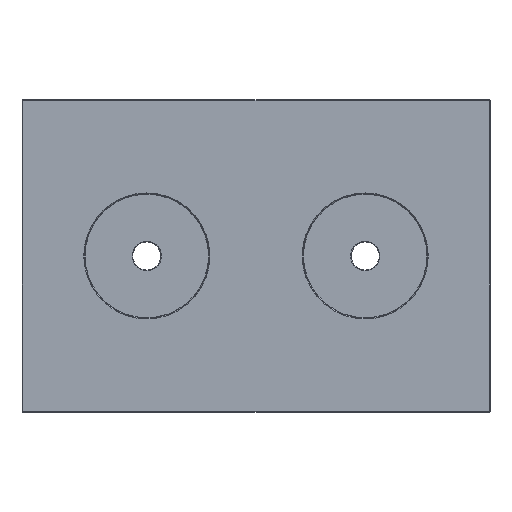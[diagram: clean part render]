
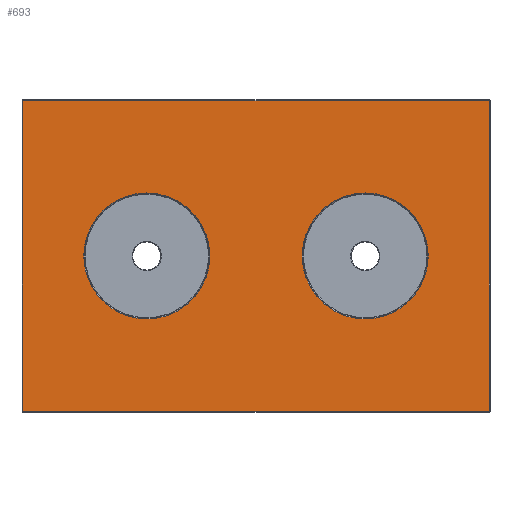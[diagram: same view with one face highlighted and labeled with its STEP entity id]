
A CAD part, top view. The second image highlights one B-rep face of the part: STEP entity #693.
In plain terms, the highlighted planar face has unit normal (0, 0, 1).
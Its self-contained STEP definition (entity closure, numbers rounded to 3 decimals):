
#27=FACE_BOUND('',#158,.T.);
#28=FACE_BOUND('',#159,.T.);
#57=PLANE('',#777);
#103=FACE_OUTER_BOUND('',#157,.T.);
#157=EDGE_LOOP('',(#619,#620,#621,#622));
#158=EDGE_LOOP('',(#623));
#159=EDGE_LOOP('',(#624));
#212=LINE('',#1144,#278);
#219=LINE('',#1157,#285);
#221=LINE('',#1160,#287);
#223=LINE('',#1163,#289);
#278=VECTOR('',#946,10.);
#285=VECTOR('',#959,10.);
#287=VECTOR('',#963,10.);
#289=VECTOR('',#967,10.);
#317=CIRCLE('',#778,20.2);
#318=CIRCLE('',#779,20.2);
#352=VERTEX_POINT('',#1107);
#357=VERTEX_POINT('',#1125);
#360=VERTEX_POINT('',#1135);
#363=VERTEX_POINT('',#1148);
#365=VERTEX_POINT('',#1173);
#366=VERTEX_POINT('',#1175);
#438=EDGE_CURVE('',#352,#360,#212,.T.);
#445=EDGE_CURVE('',#360,#363,#219,.T.);
#447=EDGE_CURVE('',#363,#357,#221,.T.);
#449=EDGE_CURVE('',#357,#352,#223,.T.);
#453=EDGE_CURVE('',#365,#365,#317,.T.);
#454=EDGE_CURVE('',#366,#366,#318,.T.);
#619=ORIENTED_EDGE('',*,*,#438,.F.);
#620=ORIENTED_EDGE('',*,*,#449,.F.);
#621=ORIENTED_EDGE('',*,*,#447,.F.);
#622=ORIENTED_EDGE('',*,*,#445,.F.);
#623=ORIENTED_EDGE('',*,*,#453,.F.);
#624=ORIENTED_EDGE('',*,*,#454,.F.);
#693=ADVANCED_FACE('',(#103,#27,#28),#57,.T.);
#777=AXIS2_PLACEMENT_3D('',#1172,#981,#982);
#778=AXIS2_PLACEMENT_3D('',#1174,#983,#984);
#779=AXIS2_PLACEMENT_3D('',#1176,#985,#986);
#946=DIRECTION('',(-1.,0.,0.));
#959=DIRECTION('',(0.,1.,0.));
#963=DIRECTION('',(1.,0.,0.));
#967=DIRECTION('',(0.,-1.,0.));
#981=DIRECTION('center_axis',(0.,0.,1.));
#982=DIRECTION('ref_axis',(1.,0.,0.));
#983=DIRECTION('center_axis',(0.,0.,1.));
#984=DIRECTION('ref_axis',(1.,0.,0.));
#985=DIRECTION('center_axis',(0.,0.,1.));
#986=DIRECTION('ref_axis',(1.,0.,0.));
#1107=CARTESIAN_POINT('',(149.8,0.2,25.));
#1125=CARTESIAN_POINT('',(149.8,99.8,25.));
#1135=CARTESIAN_POINT('',(0.2,0.2,25.));
#1144=CARTESIAN_POINT('',(37.5,0.2,25.));
#1148=CARTESIAN_POINT('',(0.2,99.8,25.));
#1157=CARTESIAN_POINT('',(0.2,75.,25.));
#1160=CARTESIAN_POINT('',(112.5,99.8,25.));
#1163=CARTESIAN_POINT('',(149.8,25.,25.));
#1172=CARTESIAN_POINT('Origin',(75.,50.,25.));
#1173=CARTESIAN_POINT('',(89.8,50.,25.));
#1174=CARTESIAN_POINT('Origin',(110.,50.,25.));
#1175=CARTESIAN_POINT('',(19.8,50.,25.));
#1176=CARTESIAN_POINT('Origin',(40.,50.,25.));
